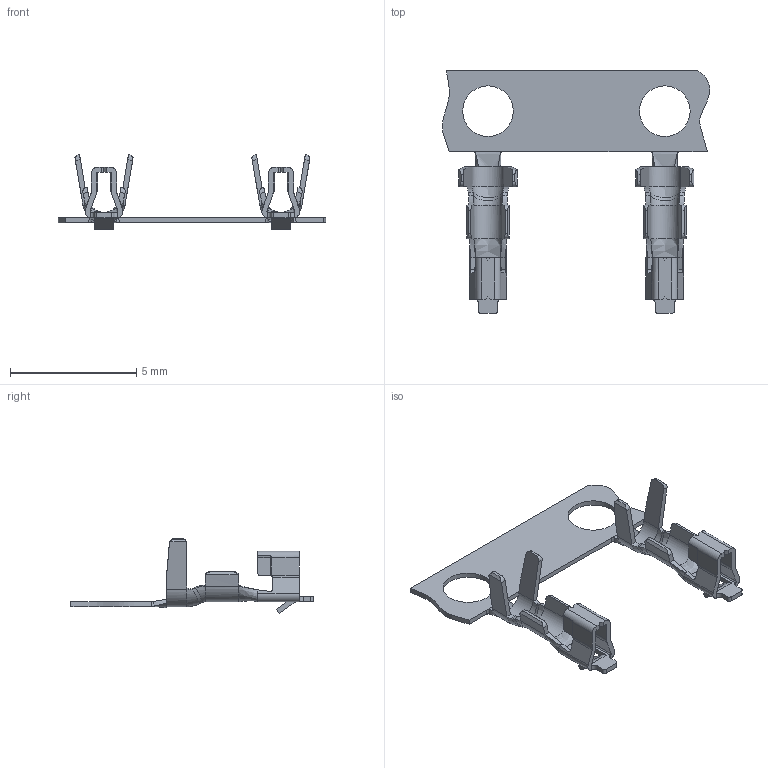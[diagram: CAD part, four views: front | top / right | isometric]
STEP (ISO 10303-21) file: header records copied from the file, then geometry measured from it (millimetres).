
FILE_DESCRIPTION( ( 'Unknown' ), '1' );
FILE_NAME( '62000113722.stp', 'Unknown', ( 'Unknown' ), ( 'Unknown' ), 'PSStep 17.0.49', 'Unknown', ' ' );
FILE_SCHEMA( ( 'AUTOMOTIVE_DESIGN { 1 0 10303 214 1 1 1 1 }' ) );
Length unit declared in the file: millimetre
Products named in the file (1): 1
Bounding box: 10.58 x 9.6 x 2.96 mm (x, y, z)
Volume: 13.5 mm3; surface area: 157.7 mm2
Topology: 1 solids, 1 shells, 304 faces, 802 edges, 496 vertices
Faces by surface type: plane 144, cylinder 102, bspline 48, torus 8, extrusion 2
Full cylindrical faces by diameter (mm): 2 x2
Entity records: 13230 total; most frequent: CARTESIAN_POINT 3631, ORIENTED_EDGE 1600, DIRECTION 1328, EDGE_CURVE 800, VERTEX_POINT 496, VECTOR 450, LINE 448, AXIS2_PLACEMENT_3D 439
